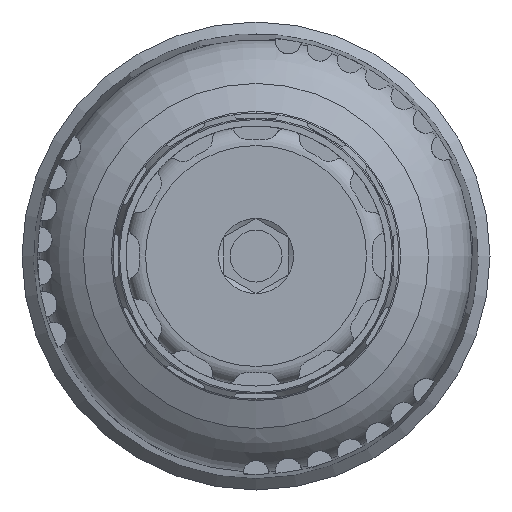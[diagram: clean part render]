
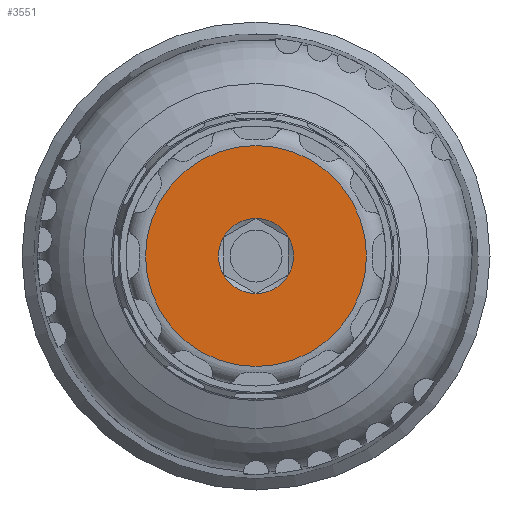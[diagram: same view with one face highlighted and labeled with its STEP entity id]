
A CAD part, front view. The second image highlights one B-rep face of the part: STEP entity #3551.
In plain terms, the highlighted planar face has unit normal (0, -1, 0).
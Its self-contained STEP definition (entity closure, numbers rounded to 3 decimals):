
#652=ORIENTED_EDGE('',*,*,#1774,.F.);
#653=ORIENTED_EDGE('',*,*,#1775,.T.);
#1774=EDGE_CURVE('',#2335,#2335,#2716,.T.);
#1775=EDGE_CURVE('',#2336,#2336,#2717,.T.);
#2335=VERTEX_POINT('',#5316);
#2336=VERTEX_POINT('',#5318);
#2716=CIRCLE('',#3797,2.89);
#2717=CIRCLE('',#3798,8.5);
#2944=EDGE_LOOP('',(#652));
#2945=EDGE_LOOP('',(#653));
#3198=FACE_BOUND('',#2944,.T.);
#3199=FACE_BOUND('',#2945,.T.);
#3452=PLANE('',#3796);
#3551=ADVANCED_FACE('',(#3198,#3199),#3452,.F.);
#3796=AXIS2_PLACEMENT_3D('',#5314,#4247,#4248);
#3797=AXIS2_PLACEMENT_3D('',#5315,#4249,#4250);
#3798=AXIS2_PLACEMENT_3D('',#5317,#4251,#4252);
#4247=DIRECTION('',(0.,1.,0.));
#4248=DIRECTION('',(0.,0.,1.));
#4249=DIRECTION('',(0.,-1.,0.));
#4250=DIRECTION('',(0.,0.,-1.));
#4251=DIRECTION('',(0.,-1.,0.));
#4252=DIRECTION('',(0.,0.,-1.));
#5314=CARTESIAN_POINT('',(8.5,0.,0.));
#5315=CARTESIAN_POINT('',(0.,0.,0.));
#5316=CARTESIAN_POINT('',(0.,0.,-2.89));
#5317=CARTESIAN_POINT('',(0.,0.,0.));
#5318=CARTESIAN_POINT('',(0.,0.,-8.5));
